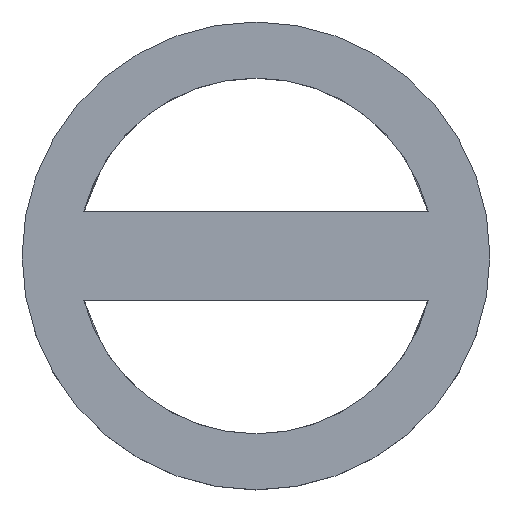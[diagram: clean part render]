
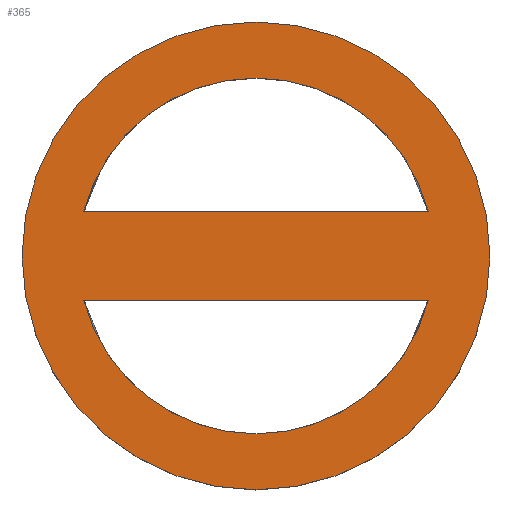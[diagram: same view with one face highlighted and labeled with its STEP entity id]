
A CAD part, top view. The second image highlights one B-rep face of the part: STEP entity #365.
In plain terms, the highlighted planar face has unit normal (0, 0, 1).
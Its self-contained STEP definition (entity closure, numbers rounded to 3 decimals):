
#24=FACE_BOUND('',#97,.T.);
#25=FACE_BOUND('',#98,.T.);
#35=CIRCLE('',#400,31.7);
#36=CIRCLE('',#401,31.7);
#37=CIRCLE('',#402,31.7);
#48=CIRCLE('',#421,41.7);
#55=PLANE('',#420);
#71=FACE_OUTER_BOUND('',#96,.T.);
#96=EDGE_LOOP('',(#310));
#97=EDGE_LOOP('',(#311,#312));
#98=EDGE_LOOP('',(#313,#314,#315));
#120=LINE('',#782,#139);
#121=LINE('',#783,#140);
#139=VECTOR('',#518,10.);
#140=VECTOR('',#519,10.);
#166=VERTEX_POINT('',#611);
#167=VERTEX_POINT('',#613);
#168=VERTEX_POINT('',#615);
#169=VERTEX_POINT('',#618);
#170=VERTEX_POINT('',#620);
#184=VERTEX_POINT('',#780);
#205=EDGE_CURVE('',#167,#168,#35,.T.);
#208=EDGE_CURVE('',#169,#170,#36,.T.);
#210=EDGE_CURVE('',#170,#166,#37,.T.);
#231=EDGE_CURVE('',#184,#184,#48,.T.);
#232=EDGE_CURVE('',#167,#168,#120,.T.);
#233=EDGE_CURVE('',#166,#169,#121,.T.);
#310=ORIENTED_EDGE('',*,*,#231,.T.);
#311=ORIENTED_EDGE('',*,*,#232,.T.);
#312=ORIENTED_EDGE('',*,*,#205,.F.);
#313=ORIENTED_EDGE('',*,*,#233,.F.);
#314=ORIENTED_EDGE('',*,*,#210,.F.);
#315=ORIENTED_EDGE('',*,*,#208,.F.);
#365=ADVANCED_FACE('',(#71,#24,#25),#55,.T.);
#400=AXIS2_PLACEMENT_3D('',#616,#466,#467);
#401=AXIS2_PLACEMENT_3D('',#621,#470,#471);
#402=AXIS2_PLACEMENT_3D('',#623,#473,#474);
#420=AXIS2_PLACEMENT_3D('',#779,#514,#515);
#421=AXIS2_PLACEMENT_3D('',#781,#516,#517);
#466=DIRECTION('center_axis',(0.,0.,1.));
#467=DIRECTION('ref_axis',(1.,0.,0.));
#470=DIRECTION('center_axis',(0.,0.,1.));
#471=DIRECTION('ref_axis',(1.,0.,0.));
#473=DIRECTION('center_axis',(0.,0.,1.));
#474=DIRECTION('ref_axis',(1.,0.,0.));
#514=DIRECTION('center_axis',(0.,0.,1.));
#515=DIRECTION('ref_axis',(1.,0.,0.));
#516=DIRECTION('center_axis',(0.,0.,1.));
#517=DIRECTION('ref_axis',(1.,0.,0.));
#518=DIRECTION('',(1.,0.,0.));
#519=DIRECTION('',(1.,0.,0.));
#611=CARTESIAN_POINT('',(-30.674,8.,100.));
#613=CARTESIAN_POINT('',(-30.674,-8.,100.));
#615=CARTESIAN_POINT('',(30.674,-8.,100.));
#616=CARTESIAN_POINT('Origin',(0.,0.,100.));
#618=CARTESIAN_POINT('',(30.674,8.,100.));
#620=CARTESIAN_POINT('',(0.,31.7,100.));
#621=CARTESIAN_POINT('Origin',(0.,0.,100.));
#623=CARTESIAN_POINT('Origin',(0.,0.,100.));
#779=CARTESIAN_POINT('Origin',(0.,-31.7,100.));
#780=CARTESIAN_POINT('',(0.,41.7,100.));
#781=CARTESIAN_POINT('Origin',(0.,0.,100.));
#782=CARTESIAN_POINT('',(0.,-8.,100.));
#783=CARTESIAN_POINT('',(0.,8.,100.));
